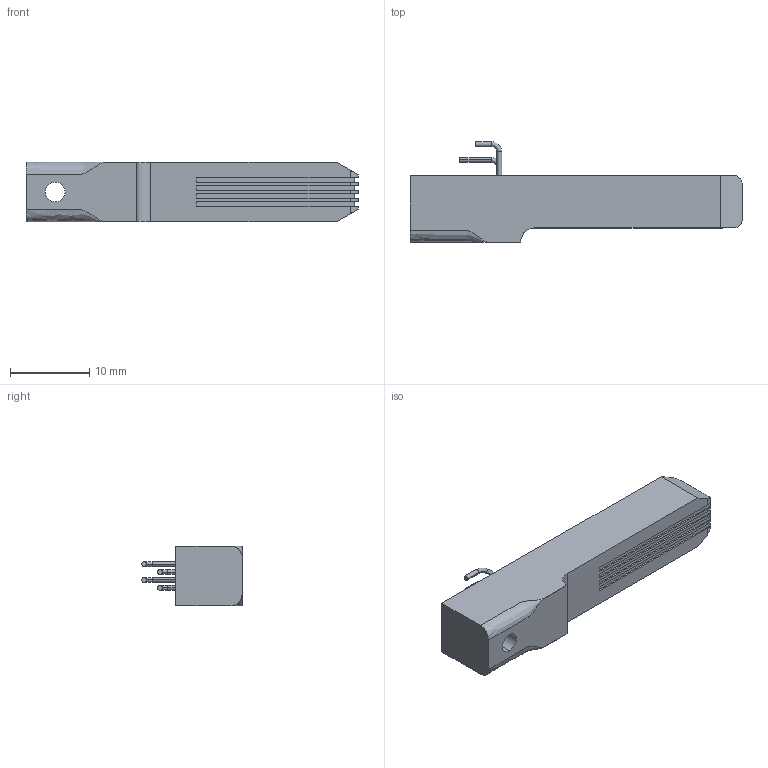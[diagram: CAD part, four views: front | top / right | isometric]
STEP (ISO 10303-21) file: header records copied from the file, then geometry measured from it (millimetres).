
FILE_DESCRIPTION (( 'STEP AP214' ), '1' );
FILE_NAME ('17824~0.STEP', '2019-11-27T14:29:18', ( '' ), ( '' ), 'SwSTEP 2.0', 'SolidWorks 2018', '' );
FILE_SCHEMA (( 'AUTOMOTIVE_DESIGN' ));
Length unit declared in the file: millimetre
Products named in the file (1): 17824~0
Bounding box: 42 x 12.7 x 7.55 mm (x, y, z)
Volume: 2186.3 mm3; surface area: 1528.9 mm2
Topology: 5 solids, 5 shells, 104 faces, 238 edges, 142 vertices
Faces by surface type: plane 61, cylinder 33, torus 8, bspline 2
Entity records: 3560 total; most frequent: CARTESIAN_POINT 747, DIRECTION 522, ORIENTED_EDGE 472, EDGE_CURVE 236, AXIS2_PLACEMENT_3D 193, VERTEX_POINT 142, VECTOR 136, LINE 136
